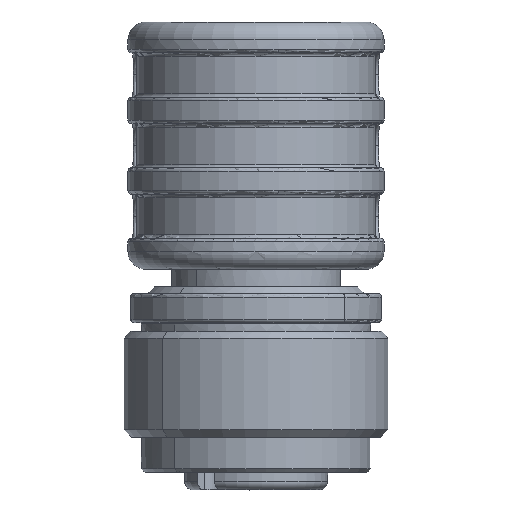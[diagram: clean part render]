
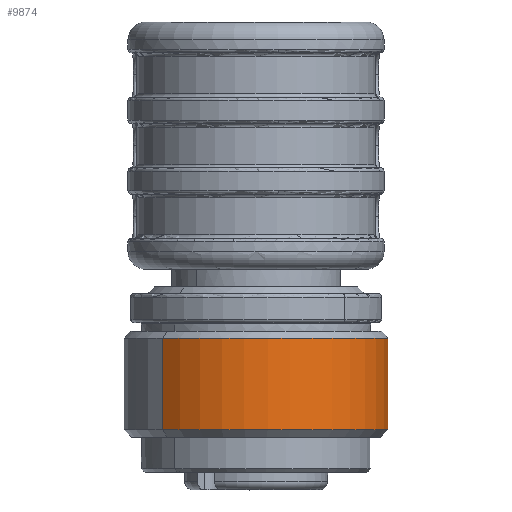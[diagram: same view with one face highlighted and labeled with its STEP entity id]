
A CAD part, front view. The second image highlights one B-rep face of the part: STEP entity #9874.
In plain terms, the highlighted cylindrical face has radius 7.5 mm (diameter 15 mm), a partial arc.
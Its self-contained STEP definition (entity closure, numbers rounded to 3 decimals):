
#9810=AXIS2_PLACEMENT_3D('Circle Axis2P3D',#9808,#9809,$) ;
#9847=AXIS2_PLACEMENT_3D('Cylinder Axis2P3D',#9844,#9845,#9846) ;
#9865=AXIS2_PLACEMENT_3D('Circle Axis2P3D',#9863,#9864,$) ;
#9805=CARTESIAN_POINT('Vertex',(2.197,2.197,8.6)) ;
#9808=CARTESIAN_POINT('Axis2P3D Location',(7.5,7.5,8.6)) ;
#9812=CARTESIAN_POINT('Vertex',(12.803,12.803,8.6)) ;
#9844=CARTESIAN_POINT('Axis2P3D Location',(7.5,7.5,1.)) ;
#9849=CARTESIAN_POINT('Line Origine',(12.803,12.803,1.)) ;
#9853=CARTESIAN_POINT('Vertex',(12.803,12.803,3.4)) ;
#9856=CARTESIAN_POINT('Line Origine',(2.197,2.197,1.)) ;
#9860=CARTESIAN_POINT('Vertex',(2.197,2.197,3.4)) ;
#9863=CARTESIAN_POINT('Axis2P3D Location',(7.5,7.5,3.4)) ;
#9809=DIRECTION('Axis2P3D Direction',(0.,0.,-1.)) ;
#9845=DIRECTION('Axis2P3D Direction',(0.,0.,-1.)) ;
#9846=DIRECTION('Axis2P3D XDirection',(0.707,0.707,0.)) ;
#9850=DIRECTION('Vector Direction',(0.,0.,-1.)) ;
#9857=DIRECTION('Vector Direction',(0.,0.,-1.)) ;
#9864=DIRECTION('Axis2P3D Direction',(0.,0.,-1.)) ;
#9851=VECTOR('Line Direction',#9850,1.) ;
#9858=VECTOR('Line Direction',#9857,1.) ;
#9869=ORIENTED_EDGE('',*,*,#9855,.F.) ;
#9870=ORIENTED_EDGE('',*,*,#9814,.T.) ;
#9871=ORIENTED_EDGE('',*,*,#9862,.F.) ;
#9872=ORIENTED_EDGE('',*,*,#9867,.F.) ;
#9874=ADVANCED_FACE('Hauptkoerper',(#9873),#9848,.T.) ;
#9811=CIRCLE('generated circle',#9810,7.5) ;
#9866=CIRCLE('generated circle',#9865,7.5) ;
#9848=CYLINDRICAL_SURFACE('generated cylinder',#9847,7.5) ;
#9814=EDGE_CURVE('',#9813,#9806,#9811,.T.) ;
#9855=EDGE_CURVE('',#9813,#9854,#9852,.T.) ;
#9862=EDGE_CURVE('',#9861,#9806,#9859,.F.) ;
#9867=EDGE_CURVE('',#9854,#9861,#9866,.T.) ;
#9868=EDGE_LOOP('',(#9869,#9870,#9871,#9872)) ;
#9873=FACE_OUTER_BOUND('',#9868,.T.) ;
#9852=LINE('Line',#9849,#9851) ;
#9859=LINE('Line',#9856,#9858) ;
#9806=VERTEX_POINT('',#9805) ;
#9813=VERTEX_POINT('',#9812) ;
#9854=VERTEX_POINT('',#9853) ;
#9861=VERTEX_POINT('',#9860) ;
